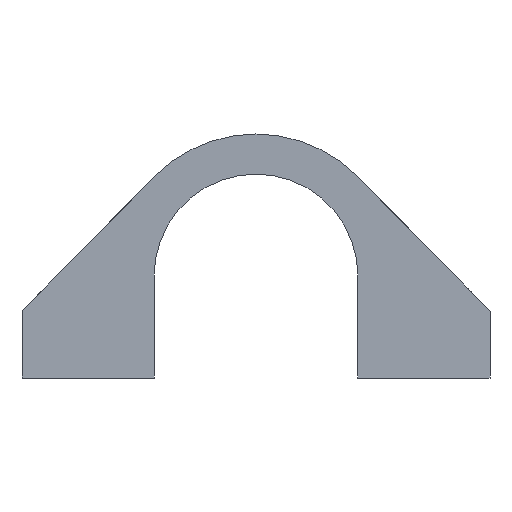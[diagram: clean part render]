
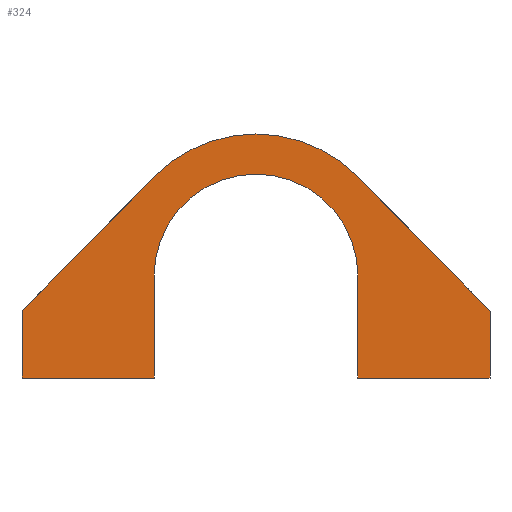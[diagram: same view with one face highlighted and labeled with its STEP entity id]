
A CAD part, front view. The second image highlights one B-rep face of the part: STEP entity #324.
In plain terms, the highlighted planar face has unit normal (0, -1, 0).
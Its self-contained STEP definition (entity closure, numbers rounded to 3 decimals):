
#32=PLANE('',#368);
#50=FACE_OUTER_BOUND('',#74,.T.);
#74=EDGE_LOOP('',(#291,#292,#293,#294,#295,#296,#297,#298,#299,#300));
#81=CIRCLE('',#358,21.25);
#83=CIRCLE('',#365,15.25);
#89=LINE('',#491,#119);
#93=LINE('',#499,#123);
#96=LINE('',#505,#126);
#99=LINE('',#511,#129);
#103=LINE('',#523,#133);
#106=LINE('',#529,#136);
#109=LINE('',#535,#139);
#112=LINE('',#541,#142);
#119=VECTOR('',#405,10.);
#123=VECTOR('',#411,10.);
#126=VECTOR('',#416,10.);
#129=VECTOR('',#421,10.);
#133=VECTOR('',#433,10.);
#136=VECTOR('',#438,10.);
#139=VECTOR('',#443,10.);
#142=VECTOR('',#448,10.);
#155=VERTEX_POINT('',#489);
#156=VERTEX_POINT('',#490);
#159=VERTEX_POINT('',#498);
#161=VERTEX_POINT('',#504);
#163=VERTEX_POINT('',#510);
#165=VERTEX_POINT('',#516);
#167=VERTEX_POINT('',#522);
#169=VERTEX_POINT('',#528);
#171=VERTEX_POINT('',#534);
#173=VERTEX_POINT('',#540);
#187=EDGE_CURVE('',#155,#156,#89,.T.);
#191=EDGE_CURVE('',#156,#159,#93,.T.);
#194=EDGE_CURVE('',#159,#161,#96,.T.);
#197=EDGE_CURVE('',#161,#163,#99,.T.);
#200=EDGE_CURVE('',#165,#163,#81,.T.);
#203=EDGE_CURVE('',#167,#165,#103,.T.);
#206=EDGE_CURVE('',#169,#167,#106,.T.);
#209=EDGE_CURVE('',#171,#169,#109,.T.);
#212=EDGE_CURVE('',#173,#171,#112,.T.);
#215=EDGE_CURVE('',#173,#155,#83,.T.);
#291=ORIENTED_EDGE('',*,*,#215,.T.);
#292=ORIENTED_EDGE('',*,*,#187,.T.);
#293=ORIENTED_EDGE('',*,*,#191,.T.);
#294=ORIENTED_EDGE('',*,*,#194,.T.);
#295=ORIENTED_EDGE('',*,*,#197,.T.);
#296=ORIENTED_EDGE('',*,*,#200,.F.);
#297=ORIENTED_EDGE('',*,*,#203,.F.);
#298=ORIENTED_EDGE('',*,*,#206,.F.);
#299=ORIENTED_EDGE('',*,*,#209,.F.);
#300=ORIENTED_EDGE('',*,*,#212,.F.);
#324=ADVANCED_FACE('',(#50),#32,.F.);
#358=AXIS2_PLACEMENT_3D('',#517,#426,#427);
#365=AXIS2_PLACEMENT_3D('',#546,#453,#454);
#368=AXIS2_PLACEMENT_3D('',#549,#459,#460);
#405=DIRECTION('',(0.,0.,-1.));
#411=DIRECTION('',(1.,0.,0.));
#416=DIRECTION('',(0.,0.,1.));
#421=DIRECTION('',(-0.702,0.,0.712));
#426=DIRECTION('center_axis',(0.,1.,0.));
#427=DIRECTION('ref_axis',(1.,0.,0.));
#433=DIRECTION('',(0.702,0.,0.712));
#438=DIRECTION('',(0.,0.,1.));
#443=DIRECTION('',(-1.,0.,0.));
#448=DIRECTION('',(0.,0.,-1.));
#453=DIRECTION('center_axis',(0.,1.,0.));
#454=DIRECTION('ref_axis',(1.,0.,0.));
#459=DIRECTION('center_axis',(0.,1.,0.));
#460=DIRECTION('ref_axis',(1.,0.,0.));
#489=CARTESIAN_POINT('',(15.25,0.,0.));
#490=CARTESIAN_POINT('',(15.25,0.,-15.25));
#491=CARTESIAN_POINT('',(15.25,0.,0.));
#498=CARTESIAN_POINT('',(35.,0.,-15.25));
#499=CARTESIAN_POINT('',(0.,0.,-15.25));
#504=CARTESIAN_POINT('',(35.,0.,-5.25));
#505=CARTESIAN_POINT('',(35.,0.,-15.25));
#510=CARTESIAN_POINT('',(15.139,0.,14.913));
#511=CARTESIAN_POINT('',(35.,0.,-5.25));
#516=CARTESIAN_POINT('',(-15.139,0.,14.913));
#517=CARTESIAN_POINT('Origin',(0.,0.,0.));
#522=CARTESIAN_POINT('',(-35.,0.,-5.25));
#523=CARTESIAN_POINT('',(-35.,0.,-5.25));
#528=CARTESIAN_POINT('',(-35.,0.,-15.25));
#529=CARTESIAN_POINT('',(-35.,0.,-15.25));
#534=CARTESIAN_POINT('',(-15.25,0.,-15.25));
#535=CARTESIAN_POINT('',(0.,0.,-15.25));
#540=CARTESIAN_POINT('',(-15.25,0.,0.));
#541=CARTESIAN_POINT('',(-15.25,0.,0.));
#546=CARTESIAN_POINT('Origin',(0.,0.,0.));
#549=CARTESIAN_POINT('Origin',(0.,0.,3.));
